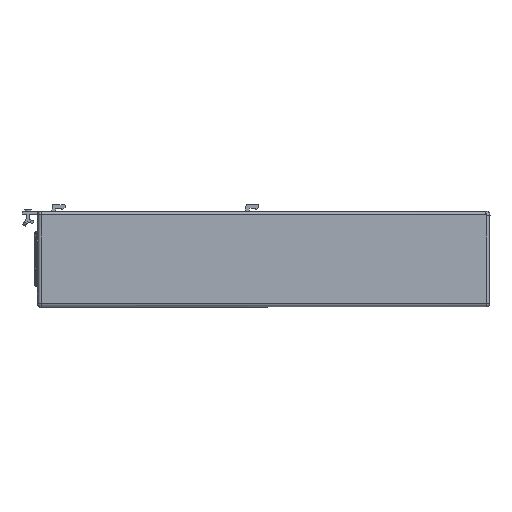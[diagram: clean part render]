
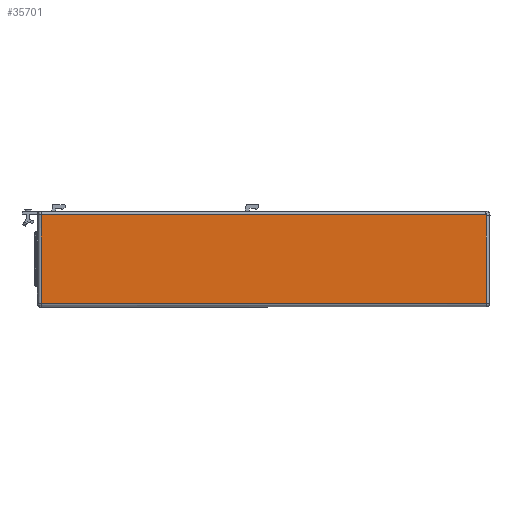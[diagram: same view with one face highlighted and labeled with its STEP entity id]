
A CAD part, top view. The second image highlights one B-rep face of the part: STEP entity #35701.
In plain terms, the highlighted planar face has unit normal (0, 0, 1).
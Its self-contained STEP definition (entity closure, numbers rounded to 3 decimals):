
#378=B_SPLINE_CURVE_WITH_KNOTS('',3,(#57080,#57081,#57082,#57083),
 .UNSPECIFIED.,.F.,.F.,(4,4),(0.,1.),.UNSPECIFIED.);
#2468=PLANE('',#37854);
#3867=FACE_OUTER_BOUND('',#5570,.T.);
#5570=EDGE_LOOP('',(#31289,#31290,#31291,#31292));
#10084=LINE('',#57059,#14080);
#10085=LINE('',#57085,#14081);
#10086=LINE('',#57087,#14082);
#14080=VECTOR('',#44864,57.265);
#14081=VECTOR('',#44867,57.265);
#14082=VECTOR('',#44870,287.265);
#17394=VERTEX_POINT('',#56746);
#17399=VERTEX_POINT('',#56831);
#17409=VERTEX_POINT('',#56933);
#17414=VERTEX_POINT('',#57035);
#22591=EDGE_CURVE('',#17409,#17394,#10084,.T.);
#22592=EDGE_CURVE('',#17394,#17399,#378,.T.);
#22593=EDGE_CURVE('',#17399,#17414,#10085,.T.);
#22594=EDGE_CURVE('',#17414,#17409,#10086,.T.);
#31289=ORIENTED_EDGE('',*,*,#22593,.T.);
#31290=ORIENTED_EDGE('',*,*,#22594,.T.);
#31291=ORIENTED_EDGE('',*,*,#22591,.T.);
#31292=ORIENTED_EDGE('',*,*,#22592,.T.);
#35701=ADVANCED_FACE('',(#3867),#2468,.T.);
#37854=AXIS2_PLACEMENT_3D('',#57088,#44871,#44872);
#44864=DIRECTION('',(0.,1.,0.));
#44867=DIRECTION('',(0.,-1.,0.));
#44870=DIRECTION('',(1.,0.,0.));
#44871=DIRECTION('center_axis',(0.,0.,
1.));
#44872=DIRECTION('ref_axis',(0.,-1.,0.));
#56746=CARTESIAN_POINT('',(127.528,30.579,14.227));
#56831=CARTESIAN_POINT('',(-159.74,30.579,14.23));
#56933=CARTESIAN_POINT('',(127.527,-26.687,14.23));
#57035=CARTESIAN_POINT('',(-159.738,-26.686,14.23));
#57059=CARTESIAN_POINT('',(127.526,-26.686,14.226));
#57080=CARTESIAN_POINT('Ctrl Pts',(127.526,30.579,14.227));
#57081=CARTESIAN_POINT('Ctrl Pts',(31.771,30.579,14.23));
#57082=CARTESIAN_POINT('Ctrl Pts',(-63.983,30.579,14.232));
#57083=CARTESIAN_POINT('Ctrl Pts',(-159.738,30.579,14.234));
#57085=CARTESIAN_POINT('',(-159.738,30.579,14.226));
#57087=CARTESIAN_POINT('',(-159.738,-26.686,14.226));
#57088=CARTESIAN_POINT('Origin',(-174.506,33.846,14.226));
